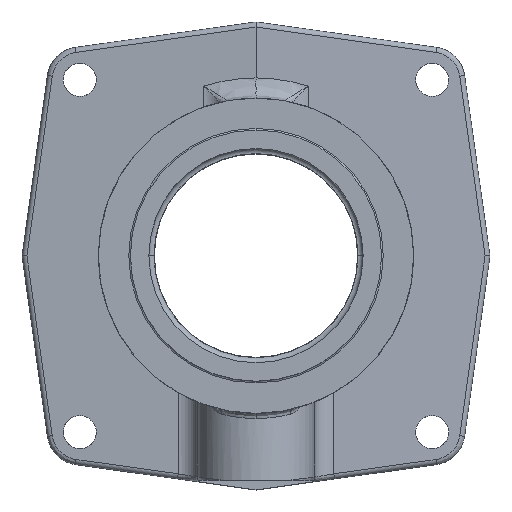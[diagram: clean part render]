
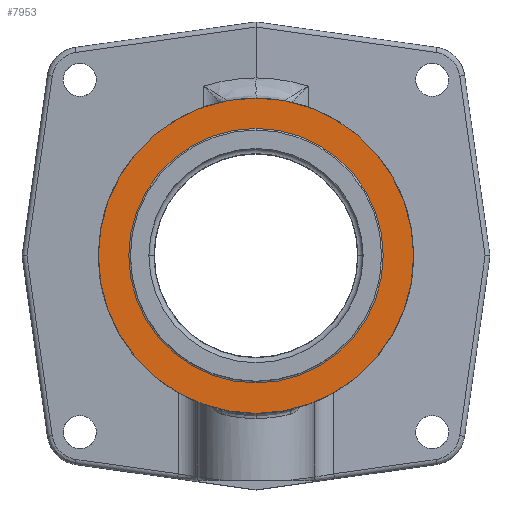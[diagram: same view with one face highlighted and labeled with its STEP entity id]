
A CAD part, top view. The second image highlights one B-rep face of the part: STEP entity #7953.
In plain terms, the highlighted planar face has unit normal (0, 0, 1).
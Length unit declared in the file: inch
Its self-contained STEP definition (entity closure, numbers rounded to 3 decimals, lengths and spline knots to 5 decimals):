
#1702=CARTESIAN_POINT('',(0.,0.,2.46217));
#1703=DIRECTION('',(0.,0.,-1.));
#1704=DIRECTION('',(0.,-1.,0.));
#1705=AXIS2_PLACEMENT_3D('',#1702,#1703,#1704);
#1789=CARTESIAN_POINT('',(0.,0.,2.46217));
#1790=DIRECTION('',(0.,0.,1.));
#1791=DIRECTION('',(0.,-1.,0.));
#1792=AXIS2_PLACEMENT_3D('',#1789,#1790,#1791);
#1971=CARTESIAN_POINT('',(0.,0.,2.46217));
#1972=DIRECTION('',(0.,0.,1.));
#1973=DIRECTION('',(0.,-1.,0.));
#1974=AXIS2_PLACEMENT_3D('',#1971,#1972,#1973);
#1976=CARTESIAN_POINT('',(0.,0.,2.46217));
#1977=DIRECTION('',(0.,0.,1.));
#1978=DIRECTION('',(0.,1.,0.));
#1979=AXIS2_PLACEMENT_3D('',#1976,#1977,#1978);
#4219=CARTESIAN_POINT('',(0.,-1.9375,2.46217));
#4220=CARTESIAN_POINT('',(0.,1.9375,2.46217));
#4221=VERTEX_POINT('',#4219);
#4222=VERTEX_POINT('',#4220);
#4261=CARTESIAN_POINT('',(0.,-1.56375,2.46217));
#4262=CARTESIAN_POINT('',(0.,1.56375,2.46217));
#4263=VERTEX_POINT('',#4261);
#4264=VERTEX_POINT('',#4262);
#7938=CARTESIAN_POINT('',(0.,0.,2.46217));
#7939=DIRECTION('',(0.,0.,1.));
#7940=DIRECTION('',(0.,1.,0.));
#7941=AXIS2_PLACEMENT_3D('',#7938,#7939,#7940);
#7942=PLANE('',#7941);
#7943=ORIENTED_EDGE('',*,*,#7384,.F.);
#7944=ORIENTED_EDGE('',*,*,#7364,.T.);
#7945=EDGE_LOOP('',(#7943,#7944));
#7946=FACE_OUTER_BOUND('',#7945,.F.);
#7948=ORIENTED_EDGE('',*,*,#7947,.T.);
#7950=ORIENTED_EDGE('',*,*,#7949,.T.);
#7951=EDGE_LOOP('',(#7948,#7950));
#7952=FACE_BOUND('',#7951,.F.);
#7953=ADVANCED_FACE('',(#7946,#7952),#7942,.T.);
#1706=CIRCLE('',#1705,1.9375);
#1793=CIRCLE('',#1792,1.9375);
#1975=CIRCLE('',#1974,1.56375);
#1980=CIRCLE('',#1979,1.56375);
#7364=EDGE_CURVE('',#4221,#4222,#1706,.T.);
#7384=EDGE_CURVE('',#4221,#4222,#1793,.T.);
#7947=EDGE_CURVE('',#4263,#4264,#1975,.T.);
#7949=EDGE_CURVE('',#4264,#4263,#1980,.T.);
